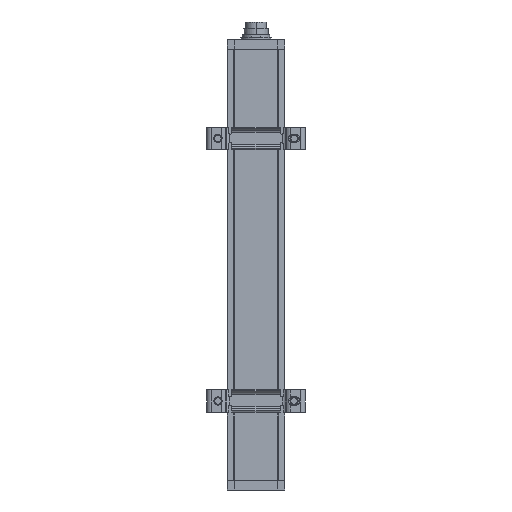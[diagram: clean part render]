
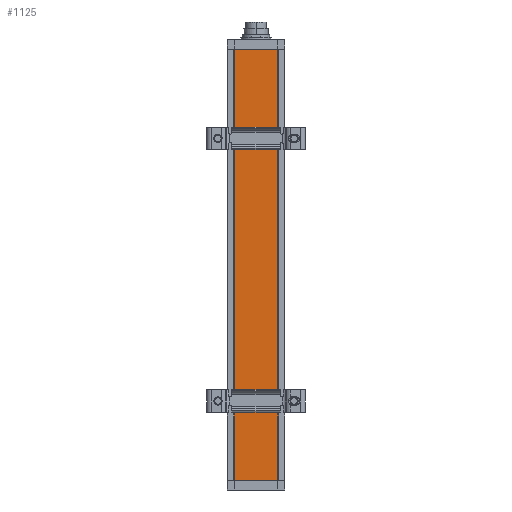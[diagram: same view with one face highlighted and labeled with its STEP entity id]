
A CAD part, front view. The second image highlights one B-rep face of the part: STEP entity #1125.
In plain terms, the highlighted planar face has unit normal (0, -1, 0).
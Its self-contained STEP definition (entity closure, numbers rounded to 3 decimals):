
#1125 = ADVANCED_FACE ( 'NONE', ( #28280 ), #28274, .F. ) ;
#19050 = VERTEX_POINT ( 'NONE', #50999 ) ;
#19060 = VERTEX_POINT ( 'NONE', #51009 ) ;
#24276 = EDGE_LOOP ( 'NONE', ( #63865, #63867, #63869, #63871 ) ) ;
#28274 = PLANE ( 'NONE',  #81149 ) ;
#28276 = CARTESIAN_POINT ( 'NONE',  ( -14.4, -16.05, -283. ) ) ;
#28280 = FACE_OUTER_BOUND ( 'NONE', #24276, .T. ) ;
#28282 = DIRECTION ( 'NONE',  ( 0., 1., 0. ) ) ;
#28283 = DIRECTION ( 'NONE',  ( 0., 0., 1. ) ) ;
#50999 = CARTESIAN_POINT ( 'NONE',  ( 14.4, -16.05, 0. ) ) ;
#51009 = CARTESIAN_POINT ( 'NONE',  ( -14.4, -16.05, 0. ) ) ;
#63865 = ORIENTED_EDGE ( 'NONE', *, *, #76319, .T. ) ;
#63867 = ORIENTED_EDGE ( 'NONE', *, *, #76383, .F. ) ;
#63869 = ORIENTED_EDGE ( 'NONE', *, *, #75832, .F. ) ;
#63871 = ORIENTED_EDGE ( 'NONE', *, *, #76385, .T. ) ;
#69644 = VERTEX_POINT ( 'NONE', #90079 ) ;
#69679 = VERTEX_POINT ( 'NONE', #90137 ) ;
#75832 = EDGE_CURVE ( 'NONE', #69644, #69679, #87434, .T. ) ;
#76319 = EDGE_CURVE ( 'NONE', #19050, #19060, #89343, .T. ) ;
#76383 = EDGE_CURVE ( 'NONE', #69679, #19060, #89458, .T. ) ;
#76385 = EDGE_CURVE ( 'NONE', #69644, #19050, #89464, .T. ) ;
#81149 = AXIS2_PLACEMENT_3D ( 'NONE', #28276, #28282, #28283 ) ;
#87434 = LINE ( 'NONE', #87435, #87980 ) ;
#87435 = CARTESIAN_POINT ( 'NONE',  ( -14.4, -16.05, -283. ) ) ;
#87436 = DIRECTION ( 'NONE',  ( -1., 0., 0. ) ) ;
#87980 = VECTOR ( 'NONE', #87436, 1000. ) ;
#88328 = VECTOR ( 'NONE', #89351, 1000. ) ;
#88365 = VECTOR ( 'NONE', #89462, 1000. ) ;
#88366 = VECTOR ( 'NONE', #89468, 1000. ) ;
#89343 = LINE ( 'NONE', #89349, #88328 ) ;
#89349 = CARTESIAN_POINT ( 'NONE',  ( -14.4, -16.05, 0. ) ) ;
#89351 = DIRECTION ( 'NONE',  ( -1., 0., 0. ) ) ;
#89458 = LINE ( 'NONE', #89460, #88365 ) ;
#89460 = CARTESIAN_POINT ( 'NONE',  ( -14.4, -16.05, -283. ) ) ;
#89462 = DIRECTION ( 'NONE',  ( 0., 0., 1. ) ) ;
#89464 = LINE ( 'NONE', #89466, #88366 ) ;
#89466 = CARTESIAN_POINT ( 'NONE',  ( 14.4, -16.05, -283. ) ) ;
#89468 = DIRECTION ( 'NONE',  ( 0., 0., 1. ) ) ;
#90079 = CARTESIAN_POINT ( 'NONE',  ( 14.4, -16.05, -283. ) ) ;
#90137 = CARTESIAN_POINT ( 'NONE',  ( -14.4, -16.05, -283. ) ) ;
